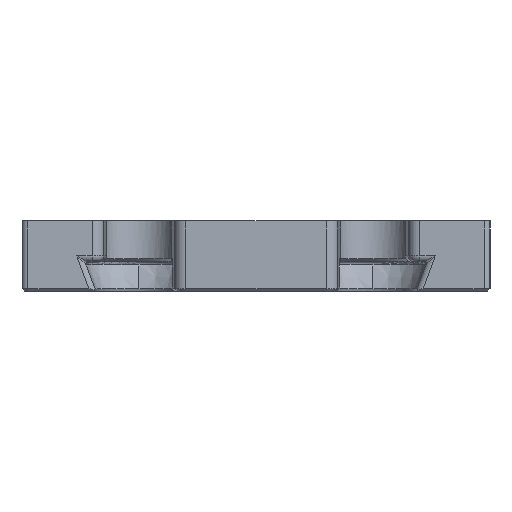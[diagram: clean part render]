
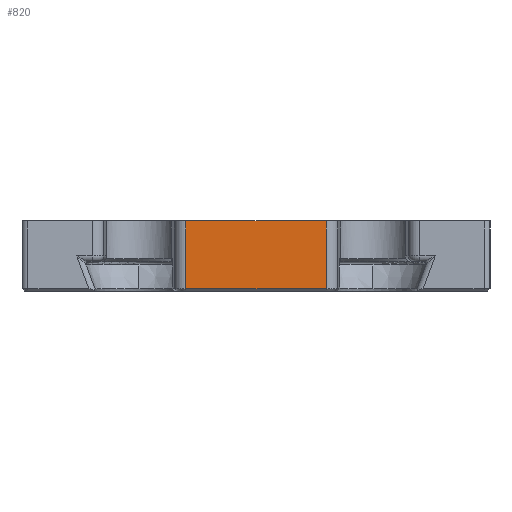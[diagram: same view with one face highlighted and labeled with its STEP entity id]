
A CAD part, left-side view. The second image highlights one B-rep face of the part: STEP entity #820.
In plain terms, the highlighted planar face has unit normal (-1, 0, 0).
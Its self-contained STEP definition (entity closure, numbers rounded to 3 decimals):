
#18 = EDGE_LOOP ( 'NONE', ( #20820, #18749, #30499, #15295 ) ) ;
#425 = CARTESIAN_POINT ( 'NONE',  ( -149.3, 25.992, 4.5 ) ) ;
#820 = ADVANCED_FACE ( 'NONE', ( #18398 ), #13189, .F. ) ;
#2689 = EDGE_CURVE ( 'NONE', #11113, #30725, #5395, .T. ) ;
#3802 = DIRECTION ( 'NONE',  ( 0., 1., 0. ) ) ;
#4375 = EDGE_CURVE ( 'NONE', #11113, #10703, #24487, .T. ) ;
#5395 = LINE ( 'NONE', #425, #18819 ) ;
#8870 = VERTEX_POINT ( 'NONE', #10558 ) ;
#9379 = VECTOR ( 'NONE', #12570, 1000. ) ;
#10558 = CARTESIAN_POINT ( 'NONE',  ( -149.3, 14.008, 0.2 ) ) ;
#10703 = VERTEX_POINT ( 'NONE', #19893 ) ;
#10828 = CARTESIAN_POINT ( 'NONE',  ( -149.3, 25.992, 6. ) ) ;
#11113 = VERTEX_POINT ( 'NONE', #10828 ) ;
#12570 = DIRECTION ( 'NONE',  ( 0., -1., 0. ) ) ;
#13189 = PLANE ( 'NONE',  #17226 ) ;
#14549 = DIRECTION ( 'NONE',  ( 0., 0., -1. ) ) ;
#15295 = ORIENTED_EDGE ( 'NONE', *, *, #30431, .F. ) ;
#17226 = AXIS2_PLACEMENT_3D ( 'NONE', #27922, #22759, #18090 ) ;
#18020 = VECTOR ( 'NONE', #3802, 1000. ) ;
#18074 = VECTOR ( 'NONE', #22172, 1000. ) ;
#18090 = DIRECTION ( 'NONE',  ( 0., 1., 0. ) ) ;
#18398 = FACE_OUTER_BOUND ( 'NONE', #18, .T. ) ;
#18749 = ORIENTED_EDGE ( 'NONE', *, *, #2689, .T. ) ;
#18819 = VECTOR ( 'NONE', #14549, 1000. ) ;
#19544 = CARTESIAN_POINT ( 'NONE',  ( -149.3, 14.008, 4.5 ) ) ;
#19893 = CARTESIAN_POINT ( 'NONE',  ( -149.3, 14.008, 6. ) ) ;
#20820 = ORIENTED_EDGE ( 'NONE', *, *, #4375, .F. ) ;
#21218 = CARTESIAN_POINT ( 'NONE',  ( -149.3, 25.992, 0.2 ) ) ;
#22172 = DIRECTION ( 'NONE',  ( 0., 0., -1. ) ) ;
#22603 = EDGE_CURVE ( 'NONE', #8870, #30725, #27805, .T. ) ;
#22759 = DIRECTION ( 'NONE',  ( 1., 0., 0. ) ) ;
#24487 = LINE ( 'NONE', #26839, #9379 ) ;
#26415 = LINE ( 'NONE', #19544, #18074 ) ;
#26839 = CARTESIAN_POINT ( 'NONE',  ( -149.3, 0., 6. ) ) ;
#27805 = LINE ( 'NONE', #30654, #18020 ) ;
#27922 = CARTESIAN_POINT ( 'NONE',  ( -149.3, 20.2, 4.5 ) ) ;
#30431 = EDGE_CURVE ( 'NONE', #10703, #8870, #26415, .T. ) ;
#30499 = ORIENTED_EDGE ( 'NONE', *, *, #22603, .F. ) ;
#30654 = CARTESIAN_POINT ( 'NONE',  ( -149.3, 20.2, 0.2 ) ) ;
#30725 = VERTEX_POINT ( 'NONE', #21218 ) ;
